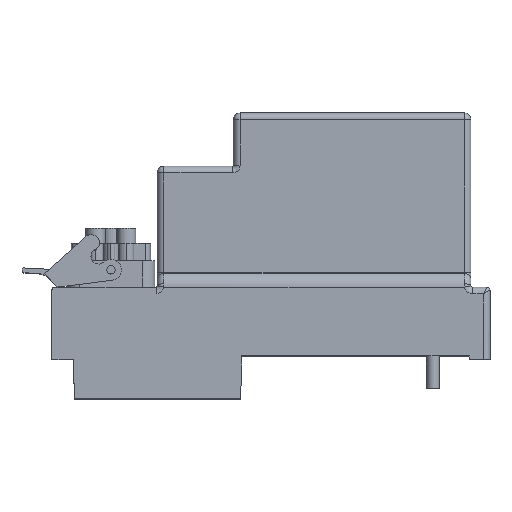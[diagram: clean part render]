
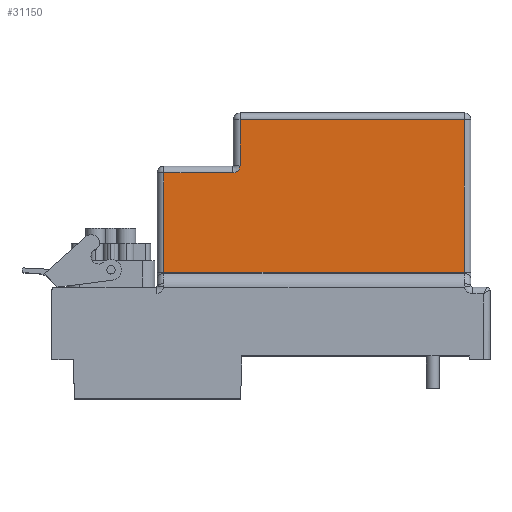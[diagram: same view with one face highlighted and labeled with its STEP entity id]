
A CAD part, top view. The second image highlights one B-rep face of the part: STEP entity #31150.
In plain terms, the highlighted planar face has unit normal (0, 0, 1).
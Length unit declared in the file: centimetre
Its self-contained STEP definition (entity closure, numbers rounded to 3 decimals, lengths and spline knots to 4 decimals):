
#17533 = DIRECTION ( 'NONE',  ( 0., -1., 0. ) ) ;
#17534 = VECTOR ( 'NONE', #17533, 100. ) ;
#17535 = CARTESIAN_POINT ( 'NONE',  ( -1.0698, 8.1706, 8.5 ) ) ;
#17536 = LINE ( 'NONE', #17535, #17534 ) ;
#17538 = CARTESIAN_POINT ( 'NONE',  ( -1.0698, 5.3706, 8.5 ) ) ;
#17544 = VECTOR ( 'NONE', #17613, 100. ) ;
#17545 = CARTESIAN_POINT ( 'NONE',  ( -1.4498, 0.1452, 8.5 ) ) ;
#17550 = LINE ( 'NONE', #17545, #17544 ) ;
#17590 = DIRECTION ( 'NONE',  ( -1., 0., 0. ) ) ;
#17591 = VECTOR ( 'NONE', #17590, 100. ) ;
#17592 = CARTESIAN_POINT ( 'NONE',  ( -1.4498, 5.3706, 8.5 ) ) ;
#17593 = LINE ( 'NONE', #17592, #17591 ) ;
#17594 = CARTESIAN_POINT ( 'NONE',  ( 2.5302, 5.3706, 8.5 ) ) ;
#17599 = DIRECTION ( 'NONE',  ( 0., 1., 0. ) ) ;
#17600 = DIRECTION ( 'NONE',  ( 0., 0., -1. ) ) ;
#17601 = CARTESIAN_POINT ( 'NONE',  ( 2.5302, 5.7706, 8.5 ) ) ;
#17602 = AXIS2_PLACEMENT_3D ( 'NONE', #17601, #17600, #17599 ) ;
#17603 = CIRCLE ( 'NONE', #17602, 0.4 ) ;
#17609 = DIRECTION ( 'NONE',  ( 0., -1., 0. ) ) ;
#17610 = VECTOR ( 'NONE', #17609, 100. ) ;
#17611 = CARTESIAN_POINT ( 'NONE',  ( 2.9302, 8.1706, 8.5 ) ) ;
#17612 = LINE ( 'NONE', #17611, #17610 ) ;
#17613 = DIRECTION ( 'NONE',  ( 1., 0., 0. ) ) ;
#17621 = CARTESIAN_POINT ( 'NONE',  ( -1.0698, 0.1452, 8.5 ) ) ;
#17715 = DIRECTION ( 'NONE',  ( 0., 1., 0. ) ) ;
#17716 = DIRECTION ( 'NONE',  ( 0., 0., -1. ) ) ;
#17717 = CARTESIAN_POINT ( 'NONE',  ( -1.4498, 8.1706, 8.5 ) ) ;
#17718 = AXIS2_PLACEMENT_3D ( 'NONE', #17717, #17716, #17715 ) ;
#17719 = PLANE ( 'NONE',  #17718 ) ;
#17762 = FACE_OUTER_BOUND ( 'NONE', #31152, .T. ) ;
#17775 = CARTESIAN_POINT ( 'NONE',  ( 14.7002, 8.1706, 8.5 ) ) ;
#17776 = CARTESIAN_POINT ( 'NONE',  ( 2.9302, 8.1706, 8.5 ) ) ;
#17777 = DIRECTION ( 'NONE',  ( 1., 0., 0. ) ) ;
#17778 = VECTOR ( 'NONE', #17777, 100. ) ;
#17779 = CARTESIAN_POINT ( 'NONE',  ( -1.4498, 8.1706, 8.5 ) ) ;
#17784 = LINE ( 'NONE', #17779, #17778 ) ;
#17939 = CARTESIAN_POINT ( 'NONE',  ( 14.7002, 0.1452, 8.5 ) ) ;
#20487 = CARTESIAN_POINT ( 'NONE',  ( 2.9302, 5.7706, 8.5 ) ) ;
#20492 = DIRECTION ( 'NONE',  ( 0., 1., 0. ) ) ;
#20493 = VECTOR ( 'NONE', #20492, 100. ) ;
#20494 = CARTESIAN_POINT ( 'NONE',  ( 14.7002, 8.1706, 8.5 ) ) ;
#20495 = LINE ( 'NONE', #20494, #20493 ) ;
#30541 = ORIENTED_EDGE ( 'NONE', *, *, #30542, .T. ) ;
#30542 = EDGE_CURVE ( 'NONE', #31236, #31141, #20495, .T. ) ;
#30544 = ORIENTED_EDGE ( 'NONE', *, *, #31139, .F. ) ;
#30546 = VERTEX_POINT ( 'NONE', #20487 ) ;
#30835 = EDGE_CURVE ( 'NONE', #31188, #31236, #17550, .T. ) ;
#30838 = ORIENTED_EDGE ( 'NONE', *, *, #30839, .T. ) ;
#30839 = EDGE_CURVE ( 'NONE', #31140, #30546, #17612, .T. ) ;
#30842 = ORIENTED_EDGE ( 'NONE', *, *, #30843, .T. ) ;
#30843 = EDGE_CURVE ( 'NONE', #30546, #30845, #17603, .T. ) ;
#30845 = VERTEX_POINT ( 'NONE', #17594 ) ;
#30848 = ORIENTED_EDGE ( 'NONE', *, *, #30850, .T. ) ;
#30850 = EDGE_CURVE ( 'NONE', #30845, #30853, #17593, .T. ) ;
#30853 = VERTEX_POINT ( 'NONE', #17538 ) ;
#30856 = ORIENTED_EDGE ( 'NONE', *, *, #30858, .T. ) ;
#30858 = EDGE_CURVE ( 'NONE', #30853, #31188, #17536, .T. ) ;
#31139 = EDGE_CURVE ( 'NONE', #31140, #31141, #17784, .T. ) ;
#31140 = VERTEX_POINT ( 'NONE', #17776 ) ;
#31141 = VERTEX_POINT ( 'NONE', #17775 ) ;
#31150 = ADVANCED_FACE ( 'NONE', ( #17762 ), #17719, .F. ) ;
#31152 = EDGE_LOOP ( 'NONE', ( #31157, #30541, #30544, #30838, #30842, #30848, #30856 ) ) ;
#31157 = ORIENTED_EDGE ( 'NONE', *, *, #30835, .T. ) ;
#31188 = VERTEX_POINT ( 'NONE', #17621 ) ;
#31236 = VERTEX_POINT ( 'NONE', #17939 ) ;
